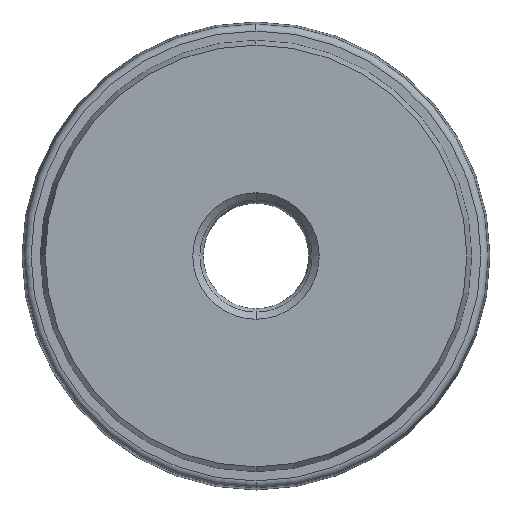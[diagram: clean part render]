
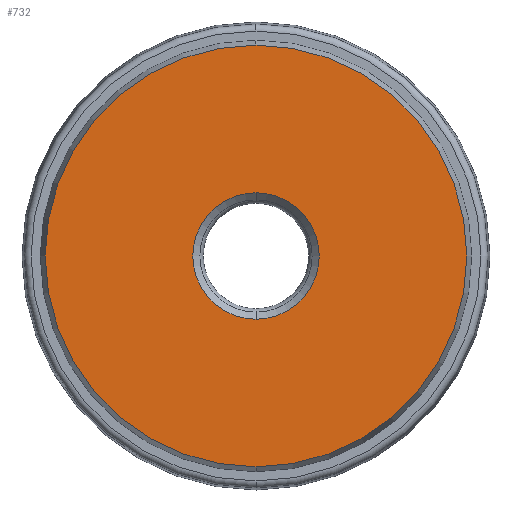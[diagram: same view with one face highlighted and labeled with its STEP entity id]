
A CAD part, left-side view. The second image highlights one B-rep face of the part: STEP entity #732.
In plain terms, the highlighted planar face has unit normal (-1, 0, 0).
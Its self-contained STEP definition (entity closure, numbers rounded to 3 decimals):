
#10 = CARTESIAN_POINT ( 'NONE',  ( 0., 0., 0. ) ) ;
#143 = AXIS2_PLACEMENT_3D ( 'NONE', #294, #295, #305 ) ;
#150 = AXIS2_PLACEMENT_3D ( 'NONE', #899, #871, #897 ) ;
#162 = AXIS2_PLACEMENT_3D ( 'NONE', #901, #881, #887 ) ;
#178 = AXIS2_PLACEMENT_3D ( 'NONE', #907, #908, #910 ) ;
#214 = EDGE_CURVE ( 'NONE', #697, #641, #538, .T. ) ;
#228 = EDGE_CURVE ( 'NONE', #693, #680, #554, .T. ) ;
#236 = AXIS2_PLACEMENT_3D ( 'NONE', #10, #342, #775 ) ;
#237 = EDGE_CURVE ( 'NONE', #641, #697, #557, .T. ) ;
#245 = EDGE_CURVE ( 'NONE', #680, #693, #545, .T. ) ;
#294 = CARTESIAN_POINT ( 'NONE',  ( 0., 4., 0. ) ) ;
#295 = DIRECTION ( 'NONE',  ( 1., 0., 0. ) ) ;
#300 = PLANE ( 'NONE',  #143 ) ;
#305 = DIRECTION ( 'NONE',  ( 0., 0., -1. ) ) ;
#342 = DIRECTION ( 'NONE',  ( 1., 0., 0. ) ) ;
#538 = CIRCLE ( 'NONE', #236, 4.5 ) ;
#545 = CIRCLE ( 'NONE', #150, 15. ) ;
#554 = CIRCLE ( 'NONE', #178, 15. ) ;
#557 = CIRCLE ( 'NONE', #162, 4.5 ) ;
#580 = FACE_BOUND ( 'NONE', #1075, .T. ) ;
#628 = FACE_OUTER_BOUND ( 'NONE', #1055, .T. ) ;
#641 = VERTEX_POINT ( 'NONE', #995 ) ;
#680 = VERTEX_POINT ( 'NONE', #1038 ) ;
#693 = VERTEX_POINT ( 'NONE', #867 ) ;
#697 = VERTEX_POINT ( 'NONE', #1031 ) ;
#732 = ADVANCED_FACE ( 'NONE', ( #580, #628 ), #300, .F. ) ;
#775 = DIRECTION ( 'NONE',  ( 0., 0., -1. ) ) ;
#867 = CARTESIAN_POINT ( 'NONE',  ( 0., 0., -15. ) ) ;
#871 = DIRECTION ( 'NONE',  ( -1., 0., 0. ) ) ;
#881 = DIRECTION ( 'NONE',  ( 1., 0., 0. ) ) ;
#887 = DIRECTION ( 'NONE',  ( 0., 0., -1. ) ) ;
#897 = DIRECTION ( 'NONE',  ( 0., 0., 1. ) ) ;
#899 = CARTESIAN_POINT ( 'NONE',  ( 0., 0., 0. ) ) ;
#901 = CARTESIAN_POINT ( 'NONE',  ( 0., 0., 0. ) ) ;
#907 = CARTESIAN_POINT ( 'NONE',  ( 0., 0., 0. ) ) ;
#908 = DIRECTION ( 'NONE',  ( -1., 0., 0. ) ) ;
#910 = DIRECTION ( 'NONE',  ( 0., 0., 1. ) ) ;
#995 = CARTESIAN_POINT ( 'NONE',  ( 0., 0., -4.5 ) ) ;
#1031 = CARTESIAN_POINT ( 'NONE',  ( 0., 0., 4.5 ) ) ;
#1038 = CARTESIAN_POINT ( 'NONE',  ( 0., 0., 15. ) ) ;
#1055 = EDGE_LOOP ( 'NONE', ( #1101, #1095 ) ) ;
#1075 = EDGE_LOOP ( 'NONE', ( #1098, #1110 ) ) ;
#1095 = ORIENTED_EDGE ( 'NONE', *, *, #245, .T. ) ;
#1098 = ORIENTED_EDGE ( 'NONE', *, *, #214, .T. ) ;
#1101 = ORIENTED_EDGE ( 'NONE', *, *, #228, .T. ) ;
#1110 = ORIENTED_EDGE ( 'NONE', *, *, #237, .T. ) ;
